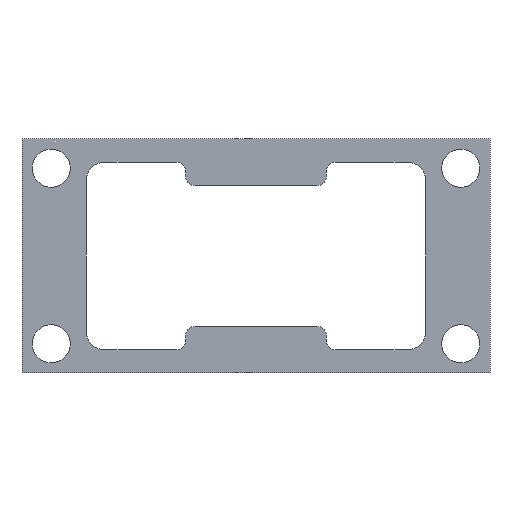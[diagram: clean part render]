
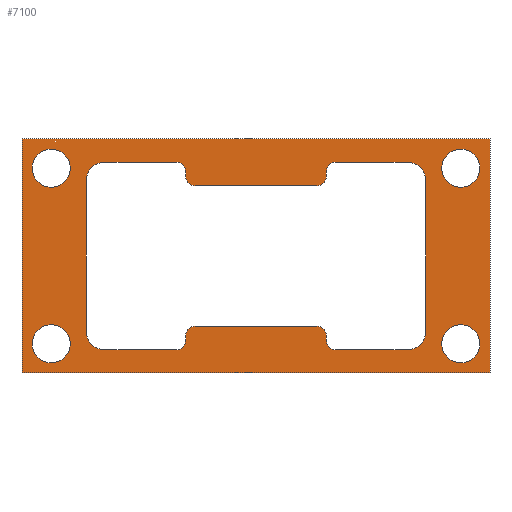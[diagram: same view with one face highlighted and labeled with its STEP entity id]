
A CAD part, front view. The second image highlights one B-rep face of the part: STEP entity #7100.
In plain terms, the highlighted planar face has unit normal (0, -1, 0).
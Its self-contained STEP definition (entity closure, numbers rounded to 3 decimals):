
#120=CARTESIAN_POINT('',(73.25,-1.,30.));
#130=VERTEX_POINT('',#120);
#160=CARTESIAN_POINT('',(70.,-1.,30.));
#170=DIRECTION('',(0.,1.,0.));
#180=DIRECTION('',(-1.,0.,0.));
#190=AXIS2_PLACEMENT_3D('',#160,#170,#180);
#200=CIRCLE('',#190,3.25);
#210=CARTESIAN_POINT('',(66.75,-1.,30.));
#220=VERTEX_POINT('',#210);
#230=EDGE_CURVE('',#130,#220,#200,.T.);
#540=CARTESIAN_POINT('',(66.75,-1.,0.));
#550=VERTEX_POINT('',#540);
#580=CARTESIAN_POINT('',(70.,-1.,0.));
#590=DIRECTION('',(0.,1.,0.));
#600=DIRECTION('',(-1.,0.,0.));
#610=AXIS2_PLACEMENT_3D('',#580,#590,#600);
#620=CIRCLE('',#610,3.25);
#630=CARTESIAN_POINT('',(73.25,-1.,0.));
#640=VERTEX_POINT('',#630);
#650=EDGE_CURVE('',#550,#640,#620,.T.);
#960=CARTESIAN_POINT('',(3.25,-1.,30.));
#970=VERTEX_POINT('',#960);
#1000=CARTESIAN_POINT('',(0.,-1.,30.));
#1010=DIRECTION('',(0.,1.,0.));
#1020=DIRECTION('',(-1.,0.,0.));
#1030=AXIS2_PLACEMENT_3D('',#1000,#1010,#1020);
#1040=CIRCLE('',#1030,3.25);
#1050=CARTESIAN_POINT('',(-3.25,-1.,30.));
#1060=VERTEX_POINT('',#1050);
#1070=EDGE_CURVE('',#970,#1060,#1040,.T.);
#1380=CARTESIAN_POINT('',(-3.25,-1.,0.));
#1390=VERTEX_POINT('',#1380);
#1420=CARTESIAN_POINT('',(0.,-1.,0.)
);
#1430=DIRECTION('',(0.,1.,0.));
#1440=DIRECTION('',(-1.,0.,0.));
#1450=AXIS2_PLACEMENT_3D('',#1420,#1430,#1440);
#1460=CIRCLE('',#1450,3.25);
#1470=CARTESIAN_POINT('',(3.25,-1.,0.));
#1480=VERTEX_POINT('',#1470);
#1490=EDGE_CURVE('',#1390,#1480,#1460,.T.);
#1740=CARTESIAN_POINT('',(6.,-1.,0.));
#1750=DIRECTION('',(0.,0.,1.));
#1760=VECTOR('',#1750,1.);
#1770=LINE('',#1740,#1760);
#1780=CARTESIAN_POINT('',(6.,-1.,2.));
#1790=VERTEX_POINT('',#1780);
#1800=CARTESIAN_POINT('',(6.,-1.,28.));
#1810=VERTEX_POINT('',#1800);
#1820=EDGE_CURVE('',#1790,#1810,#1770,.T.);
#2200=CARTESIAN_POINT('',(9.,-1.,31.));
#2210=VERTEX_POINT('',#2200);
#2320=CARTESIAN_POINT('',(9.,-1.,28.));
#2330=DIRECTION('',(0.,1.,0.));
#2340=DIRECTION('',(-1.,0.,0.));
#2350=AXIS2_PLACEMENT_3D('',#2320,#2330,#2340);
#2360=CIRCLE('',#2350,3.);
#2370=EDGE_CURVE('',#1810,#2210,#2360,.T.);
#2470=CARTESIAN_POINT('',(0.,-1.,31.));
#2480=DIRECTION('',(1.,0.,0.));
#2490=VECTOR('',#2480,1.);
#2500=LINE('',#2470,#2490);
#2510=CARTESIAN_POINT('',(21.4,-1.,31.));
#2520=VERTEX_POINT('',#2510);
#2530=EDGE_CURVE('',#2210,#2520,#2500,.T.);
#2840=CARTESIAN_POINT('',(23.,-1.,29.4));
#2850=VERTEX_POINT('',#2840);
#2960=CARTESIAN_POINT('',(21.4,-1.,29.4));
#2970=DIRECTION('',(0.,1.,0.));
#2980=DIRECTION('',(-1.,0.,0.));
#2990=AXIS2_PLACEMENT_3D('',#2960,#2970,#2980);
#3000=CIRCLE('',#2990,1.6);
#3010=EDGE_CURVE('',#2520,#2850,#3000,.T.);
#3110=CARTESIAN_POINT('',(23.,-1.,0.));
#3120=DIRECTION('',(0.,0.,-1.));
#3130=VECTOR('',#3120,1.);
#3140=LINE('',#3110,#3130);
#3150=CARTESIAN_POINT('',(23.,-1.,28.6));
#3160=VERTEX_POINT('',#3150);
#3170=EDGE_CURVE('',#2850,#3160,#3140,.T.);
#3480=CARTESIAN_POINT('',(24.6,-1.,27.));
#3490=VERTEX_POINT('',#3480);
#3600=CARTESIAN_POINT('',(24.6,-1.,28.6));
#3610=DIRECTION('',(0.,-1.,0.));
#3620=DIRECTION('',(-1.,0.,0.));
#3630=AXIS2_PLACEMENT_3D('',#3600,#3610,#3620);
#3640=CIRCLE('',#3630,1.6);
#3650=EDGE_CURVE('',#3160,#3490,#3640,.T.);
#3750=CARTESIAN_POINT('',(0.,-1.,27.));
#3760=DIRECTION('',(1.,0.,0.));
#3770=VECTOR('',#3760,1.);
#3780=LINE('',#3750,#3770);
#3790=CARTESIAN_POINT('',(45.4,-1.,27.));
#3800=VERTEX_POINT('',#3790);
#3810=EDGE_CURVE('',#3490,#3800,#3780,.T.);
#4120=CARTESIAN_POINT('',(47.,-1.,28.6));
#4130=VERTEX_POINT('',#4120);
#4240=CARTESIAN_POINT('',(45.4,-1.,28.6));
#4250=DIRECTION('',(0.,-1.,0.));
#4260=DIRECTION('',(-1.,0.,0.));
#4270=AXIS2_PLACEMENT_3D('',#4240,#4250,#4260);
#4280=CIRCLE('',#4270,1.6);
#4290=EDGE_CURVE('',#3800,#4130,#4280,.T.);
#4390=CARTESIAN_POINT('',(47.,-1.,0.));
#4400=DIRECTION('',(0.,0.,1.));
#4410=VECTOR('',#4400,1.);
#4420=LINE('',#4390,#4410);
#4430=CARTESIAN_POINT('',(47.,-1.,29.4));
#4440=VERTEX_POINT('',#4430);
#4450=EDGE_CURVE('',#4130,#4440,#4420,.T.);
#4760=CARTESIAN_POINT('',(48.6,-1.,31.));
#4770=VERTEX_POINT('',#4760);
#4880=CARTESIAN_POINT('',(48.6,-1.,29.4));
#4890=DIRECTION('',(0.,1.,0.));
#4900=DIRECTION('',(-1.,0.,0.));
#4910=AXIS2_PLACEMENT_3D('',#4880,#4890,#4900);
#4920=CIRCLE('',#4910,1.6);
#4930=EDGE_CURVE('',#4440,#4770,#4920,.T.);
#5030=CARTESIAN_POINT('',(0.,-1.,31.));
#5040=DIRECTION('',(1.,0.,0.));
#5050=VECTOR('',#5040,1.);
#5060=LINE('',#5030,#5050);
#5070=CARTESIAN_POINT('',(61.,-1.,31.));
#5080=VERTEX_POINT('',#5070);
#5090=EDGE_CURVE('',#4770,#5080,#5060,.T.);
#5290=CARTESIAN_POINT('',(-5.5,-1.,-5.4));
#5300=DIRECTION('',(-0.,-1.,-0.));
#5310=DIRECTION('',(-1.,0.,0.));
#5320=AXIS2_PLACEMENT_3D('',#5290,#5300,#5310);
#5330=PLANE('',#5320);
#5340=EDGE_CURVE('',#1480,#1390,#1460,.T.);
#5350=ORIENTED_EDGE('',*,*,#5340,.T.);
#5360=ORIENTED_EDGE('',*,*,#1490,.T.);
#5370=EDGE_LOOP('',(#5360,#5350));
#5380=FACE_BOUND('',#5370,.T.);
#5390=CARTESIAN_POINT('',(9.,-1.,2.));
#5400=DIRECTION('',(0.,1.,0.));
#5410=DIRECTION('',(-1.,0.,0.));
#5420=AXIS2_PLACEMENT_3D('',#5390,#5400,#5410);
#5430=CIRCLE('',#5420,3.);
#5440=CARTESIAN_POINT('',(9.,-1.,-1.));
#5450=VERTEX_POINT('',#5440);
#5460=EDGE_CURVE('',#5450,#1790,#5430,.T.);
#5470=ORIENTED_EDGE('',*,*,#5460,.T.);
#5480=CARTESIAN_POINT('',(0.,-1.,-1.));
#5490=DIRECTION('',(-1.,0.,0.));
#5500=VECTOR('',#5490,1.);
#5510=LINE('',#5480,#5500);
#5520=CARTESIAN_POINT('',(21.4,-1.,-1.));
#5530=VERTEX_POINT('',#5520);
#5540=EDGE_CURVE('',#5530,#5450,#5510,.T.);
#5550=ORIENTED_EDGE('',*,*,#5540,.T.);
#5560=CARTESIAN_POINT('',(21.4,-1.,0.6));
#5570=DIRECTION('',(0.,1.,0.));
#5580=DIRECTION('',(-1.,0.,0.));
#5590=AXIS2_PLACEMENT_3D('',#5560,#5570,#5580);
#5600=CIRCLE('',#5590,1.6);
#5610=CARTESIAN_POINT('',(23.,-1.,0.6));
#5620=VERTEX_POINT('',#5610);
#5630=EDGE_CURVE('',#5620,#5530,#5600,.T.);
#5640=ORIENTED_EDGE('',*,*,#5630,.T.);
#5650=CARTESIAN_POINT('',(23.,-1.,0.));
#5660=DIRECTION('',(0.,0.,-1.));
#5670=VECTOR('',#5660,1.);
#5680=LINE('',#5650,#5670);
#5690=CARTESIAN_POINT('',(23.,-1.,1.4));
#5700=VERTEX_POINT('',#5690);
#5710=EDGE_CURVE('',#5700,#5620,#5680,.T.);
#5720=ORIENTED_EDGE('',*,*,#5710,.T.);
#5730=CARTESIAN_POINT('',(24.6,-1.,1.4));
#5740=DIRECTION('',(0.,-1.,0.));
#5750=DIRECTION('',(-1.,0.,0.));
#5760=AXIS2_PLACEMENT_3D('',#5730,#5740,#5750);
#5770=CIRCLE('',#5760,1.6);
#5780=CARTESIAN_POINT('',(24.6,-1.,3.));
#5790=VERTEX_POINT('',#5780);
#5800=EDGE_CURVE('',#5790,#5700,#5770,.T.);
#5810=ORIENTED_EDGE('',*,*,#5800,.T.);
#5820=CARTESIAN_POINT('',(0.,-1.,3.));
#5830=DIRECTION('',(-1.,0.,0.));
#5840=VECTOR('',#5830,1.);
#5850=LINE('',#5820,#5840);
#5860=CARTESIAN_POINT('',(45.4,-1.,3.));
#5870=VERTEX_POINT('',#5860);
#5880=EDGE_CURVE('',#5870,#5790,#5850,.T.);
#5890=ORIENTED_EDGE('',*,*,#5880,.T.);
#5900=CARTESIAN_POINT('',(45.4,-1.,1.4));
#5910=DIRECTION('',(0.,-1.,0.));
#5920=DIRECTION('',(-1.,0.,0.));
#5930=AXIS2_PLACEMENT_3D('',#5900,#5910,#5920);
#5940=CIRCLE('',#5930,1.6);
#5950=CARTESIAN_POINT('',(47.,-1.,1.4));
#5960=VERTEX_POINT('',#5950);
#5970=EDGE_CURVE('',#5960,#5870,#5940,.T.);
#5980=ORIENTED_EDGE('',*,*,#5970,.T.);
#5990=CARTESIAN_POINT('',(47.,-1.,0.));
#6000=DIRECTION('',(0.,0.,1.));
#6010=VECTOR('',#6000,1.);
#6020=LINE('',#5990,#6010);
#6030=CARTESIAN_POINT('',(47.,-1.,0.6));
#6040=VERTEX_POINT('',#6030);
#6050=EDGE_CURVE('',#6040,#5960,#6020,.T.);
#6060=ORIENTED_EDGE('',*,*,#6050,.T.);
#6070=CARTESIAN_POINT('',(48.6,-1.,0.6));
#6080=DIRECTION('',(0.,1.,0.));
#6090=DIRECTION('',(-1.,0.,0.));
#6100=AXIS2_PLACEMENT_3D('',#6070,#6080,#6090);
#6110=CIRCLE('',#6100,1.6);
#6120=CARTESIAN_POINT('',(48.6,-1.,-1.));
#6130=VERTEX_POINT('',#6120);
#6140=EDGE_CURVE('',#6130,#6040,#6110,.T.);
#6150=ORIENTED_EDGE('',*,*,#6140,.T.);
#6160=CARTESIAN_POINT('',(0.,-1.,-1.));
#6170=DIRECTION('',(-1.,0.,0.));
#6180=VECTOR('',#6170,1.);
#6190=LINE('',#6160,#6180);
#6200=CARTESIAN_POINT('',(61.,-1.,-1.));
#6210=VERTEX_POINT('',#6200);
#6220=EDGE_CURVE('',#6210,#6130,#6190,.T.);
#6230=ORIENTED_EDGE('',*,*,#6220,.T.);
#6240=CARTESIAN_POINT('',(61.,-1.,2.));
#6250=DIRECTION('',(0.,-1.,0.));
#6260=DIRECTION('',(-1.,0.,0.));
#6270=AXIS2_PLACEMENT_3D('',#6240,#6250,#6260);
#6280=CIRCLE('',#6270,3.);
#6290=CARTESIAN_POINT('',(64.,-1.,2.));
#6300=VERTEX_POINT('',#6290);
#6310=EDGE_CURVE('',#6210,#6300,#6280,.T.);
#6320=ORIENTED_EDGE('',*,*,#6310,.F.);
#6330=CARTESIAN_POINT('',(64.,-1.,0.));
#6340=DIRECTION('',(0.,0.,1.));
#6350=VECTOR('',#6340,1.);
#6360=LINE('',#6330,#6350);
#6370=CARTESIAN_POINT('',(64.,-1.,28.));
#6380=VERTEX_POINT('',#6370);
#6390=EDGE_CURVE('',#6300,#6380,#6360,.T.);
#6400=ORIENTED_EDGE('',*,*,#6390,.F.);
#6410=CARTESIAN_POINT('',(61.,-1.,28.));
#6420=DIRECTION('',(0.,-1.,0.));
#6430=DIRECTION('',(-1.,0.,0.));
#6440=AXIS2_PLACEMENT_3D('',#6410,#6420,#6430);
#6450=CIRCLE('',#6440,3.);
#6460=EDGE_CURVE('',#6380,#5080,#6450,.T.);
#6470=ORIENTED_EDGE('',*,*,#6460,.F.);
#6480=ORIENTED_EDGE('',*,*,#5090,.T.);
#6490=ORIENTED_EDGE('',*,*,#4930,.T.);
#6500=ORIENTED_EDGE('',*,*,#4450,.T.);
#6510=ORIENTED_EDGE('',*,*,#4290,.T.);
#6520=ORIENTED_EDGE('',*,*,#3810,.T.);
#6530=ORIENTED_EDGE('',*,*,#3650,.T.);
#6540=ORIENTED_EDGE('',*,*,#3170,.T.);
#6550=ORIENTED_EDGE('',*,*,#3010,.T.);
#6560=ORIENTED_EDGE('',*,*,#2530,.T.);
#6570=ORIENTED_EDGE('',*,*,#2370,.T.);
#6580=ORIENTED_EDGE('',*,*,#1820,.T.);
#6590=EDGE_LOOP('',(#6580,#6570,#6560,#6550,#6540,#6530,#6520,#6510,
#6500,#6490,#6480,#6470,#6400,#6320,#6230,#6150,#6060,#5980,#5890,#5810,
#5720,#5640,#5550,#5470));
#6600=FACE_BOUND('',#6590,.T.);
#6610=ORIENTED_EDGE('',*,*,#230,.T.);
#6620=EDGE_CURVE('',#220,#130,#200,.T.);
#6630=ORIENTED_EDGE('',*,*,#6620,.T.);
#6640=EDGE_LOOP('',(#6630,#6610));
#6650=FACE_BOUND('',#6640,.T.);
#6660=EDGE_CURVE('',#640,#550,#620,.T.);
#6670=ORIENTED_EDGE('',*,*,#6660,.T.);
#6680=ORIENTED_EDGE('',*,*,#650,.T.);
#6690=EDGE_LOOP('',(#6680,#6670));
#6700=FACE_BOUND('',#6690,.T.);
#6710=ORIENTED_EDGE('',*,*,#1070,.T.);
#6720=EDGE_CURVE('',#1060,#970,#1040,.T.);
#6730=ORIENTED_EDGE('',*,*,#6720,.T.);
#6740=EDGE_LOOP('',(#6730,#6710));
#6750=FACE_BOUND('',#6740,.T.);
#6760=CARTESIAN_POINT('',(0.,-1.,35.));
#6770=DIRECTION('',(1.,0.,0.));
#6780=VECTOR('',#6770,1.);
#6790=LINE('',#6760,#6780);
#6800=CARTESIAN_POINT('',(-5.,-1.,35.));
#6810=VERTEX_POINT('',#6800);
#6820=CARTESIAN_POINT('',(75.,-1.,35.));
#6830=VERTEX_POINT('',#6820);
#6840=EDGE_CURVE('',#6810,#6830,#6790,.T.);
#6850=ORIENTED_EDGE('',*,*,#6840,.F.);
#6860=CARTESIAN_POINT('',(75.,-1.,0.));
#6870=DIRECTION('',(0.,0.,-1.));
#6880=VECTOR('',#6870,1.);
#6890=LINE('',#6860,#6880);
#6900=CARTESIAN_POINT('',(75.,-1.,-5.));
#6910=VERTEX_POINT('',#6900);
#6920=EDGE_CURVE('',#6830,#6910,#6890,.T.);
#6930=ORIENTED_EDGE('',*,*,#6920,.F.);
#6940=CARTESIAN_POINT('',(0.,-1.,-5.));
#6950=DIRECTION('',(-1.,0.,0.));
#6960=VECTOR('',#6950,1.);
#6970=LINE('',#6940,#6960);
#6980=CARTESIAN_POINT('',(-5.,-1.,-5.));
#6990=VERTEX_POINT('',#6980);
#7000=EDGE_CURVE('',#6910,#6990,#6970,.T.);
#7010=ORIENTED_EDGE('',*,*,#7000,.F.);
#7020=CARTESIAN_POINT('',(-5.,-1.,0.));
#7030=DIRECTION('',(0.,0.,1.));
#7040=VECTOR('',#7030,1.);
#7050=LINE('',#7020,#7040);
#7060=EDGE_CURVE('',#6990,#6810,#7050,.T.);
#7070=ORIENTED_EDGE('',*,*,#7060,.F.);
#7080=EDGE_LOOP('',(#7070,#7010,#6930,#6850));
#7090=FACE_OUTER_BOUND('',#7080,.T.);
#7100=ADVANCED_FACE('',(#5380,#6600,#6650,#6700,#6750,#7090),#5330,.T.);
